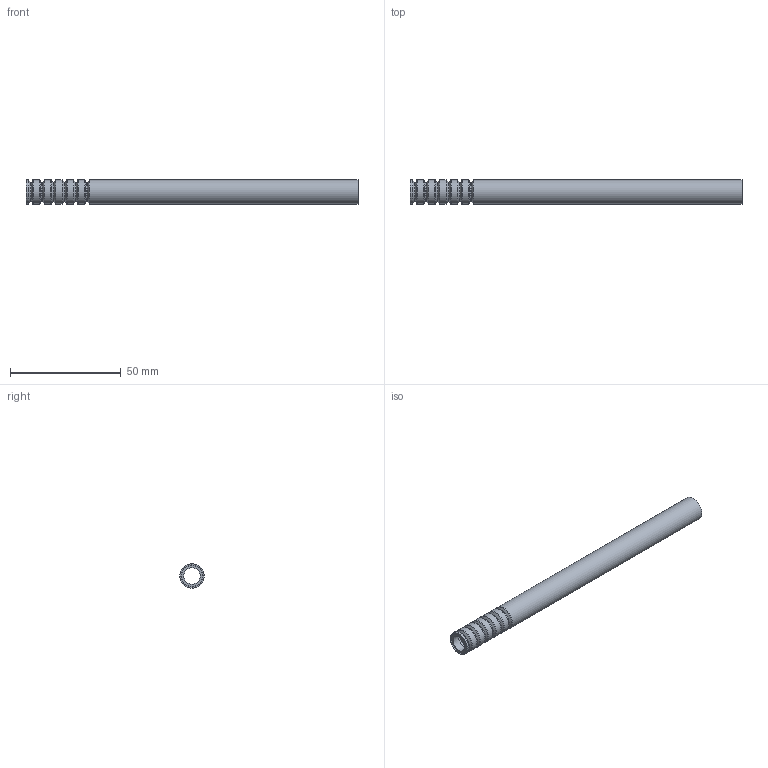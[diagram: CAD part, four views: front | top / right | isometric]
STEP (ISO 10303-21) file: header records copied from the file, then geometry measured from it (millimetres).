
FILE_DESCRIPTION( ( 'STEP AP203' ), '1' );
FILE_NAME( 'SPR-PVC 2010.102.008.stp', '2020-03-11T14:47:53', ( '' ), ( '' ), ' ', 'PARTsolutions', ' ' );
FILE_SCHEMA( ( 'CONFIG_CONTROL_DESIGN' ) );
Length unit declared in the file: millimetre
Products named in the file (1): _SPR-PVC 2010.102.008
Bounding box: 150 x 11 x 11 mm (x, y, z)
Volume: 7085.2 mm3; surface area: 9545.3 mm2
Topology: 1 solids, 1 shells, 74 faces, 129 edges, 74 vertices
Faces by surface type: cylinder 25, plane 19, torus 18, cone 12
Full cylindrical faces by diameter (mm): 7.5 x6, 9.5 x6, 10 x6, 11 x7
Entity records: 1532 total; most frequent: DIRECTION 298, CARTESIAN_POINT 223, AXIS2_PLACEMENT_3D 149, EDGE_LOOP 148, ORIENTED_EDGE 148, FACE_OUTER_BOUND 117, ADVANCED_FACE 74, EDGE_CURVE 74
